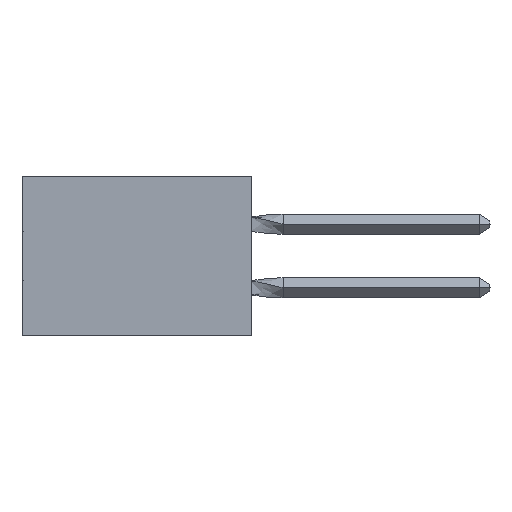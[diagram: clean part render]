
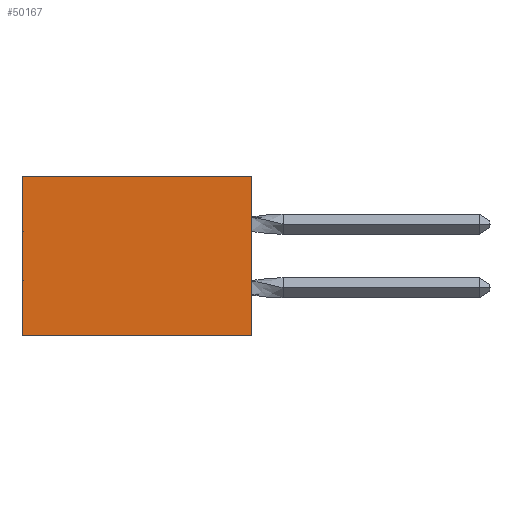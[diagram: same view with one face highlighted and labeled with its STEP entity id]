
A CAD part, left-side view. The second image highlights one B-rep face of the part: STEP entity #50167.
In plain terms, the highlighted planar face has unit normal (-1, 0, 0).
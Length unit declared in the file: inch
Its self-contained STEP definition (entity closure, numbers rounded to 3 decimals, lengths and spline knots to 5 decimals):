
#1073 = DIRECTION ( 'NONE',  ( 0., 1., 0. ) ) ;
#1534 = CARTESIAN_POINT ( 'NONE',  ( 0.305, 0., 0. ) ) ;
#3691 = LINE ( 'NONE', #1534, #4924 ) ;
#4924 = VECTOR ( 'NONE', #17804, 39.37008 ) ;
#13149 = CARTESIAN_POINT ( 'NONE',  ( 0.305, 0.72, -0.5 ) ) ;
#13903 = DIRECTION ( 'NONE',  ( 1., 0., 0. ) ) ;
#14240 = DIRECTION ( 'NONE',  ( 0., 0., -1. ) ) ;
#16386 = VECTOR ( 'NONE', #1073, 39.37008 ) ;
#16534 = LINE ( 'NONE', #34935, #46371 ) ;
#17152 = ORIENTED_EDGE ( 'NONE', *, *, #17687, .T. ) ;
#17595 = DIRECTION ( 'NONE',  ( 0., 0., -1. ) ) ;
#17687 = EDGE_CURVE ( 'NONE', #30419, #28645, #40795, .T. ) ;
#17804 = DIRECTION ( 'NONE',  ( 0., 1., 0. ) ) ;
#19122 = DIRECTION ( 'NONE',  ( 0., 0., -1. ) ) ;
#19984 = AXIS2_PLACEMENT_3D ( 'NONE', #26103, #13903, #14240 ) ;
#20664 = ORIENTED_EDGE ( 'NONE', *, *, #47683, .T. ) ;
#22249 = PLANE ( 'NONE',  #19984 ) ;
#23287 = CARTESIAN_POINT ( 'NONE',  ( 0.305, 0., -0.5 ) ) ;
#25283 = CARTESIAN_POINT ( 'NONE',  ( 0.305, 0., 0. ) ) ;
#25734 = LINE ( 'NONE', #40479, #16386 ) ;
#25790 = CARTESIAN_POINT ( 'NONE',  ( 0.305, 0.72, -0.5 ) ) ;
#26103 = CARTESIAN_POINT ( 'NONE',  ( 0.305, 0., -0.5 ) ) ;
#28645 = VERTEX_POINT ( 'NONE', #13149 ) ;
#30419 = VERTEX_POINT ( 'NONE', #40520 ) ;
#31600 = EDGE_CURVE ( 'NONE', #36256, #37239, #16534, .T. ) ;
#32707 = EDGE_CURVE ( 'NONE', #37239, #28645, #25734, .T. ) ;
#34935 = CARTESIAN_POINT ( 'NONE',  ( 0.305, 0., -0.5 ) ) ;
#36256 = VERTEX_POINT ( 'NONE', #25283 ) ;
#37239 = VERTEX_POINT ( 'NONE', #23287 ) ;
#38223 = FACE_OUTER_BOUND ( 'NONE', #49217, .T. ) ;
#40479 = CARTESIAN_POINT ( 'NONE',  ( 0.305, 0., -0.5 ) ) ;
#40520 = CARTESIAN_POINT ( 'NONE',  ( 0.305, 0.72, 0. ) ) ;
#40795 = LINE ( 'NONE', #25790, #45736 ) ;
#45099 = ORIENTED_EDGE ( 'NONE', *, *, #32707, .F. ) ;
#45736 = VECTOR ( 'NONE', #17595, 39.37008 ) ;
#46157 = ORIENTED_EDGE ( 'NONE', *, *, #31600, .F. ) ;
#46371 = VECTOR ( 'NONE', #19122, 39.37008 ) ;
#47683 = EDGE_CURVE ( 'NONE', #36256, #30419, #3691, .T. ) ;
#49217 = EDGE_LOOP ( 'NONE', ( #17152, #45099, #46157, #20664 ) ) ;
#50167 = ADVANCED_FACE ( 'NONE', ( #38223 ), #22249, .F. ) ;
